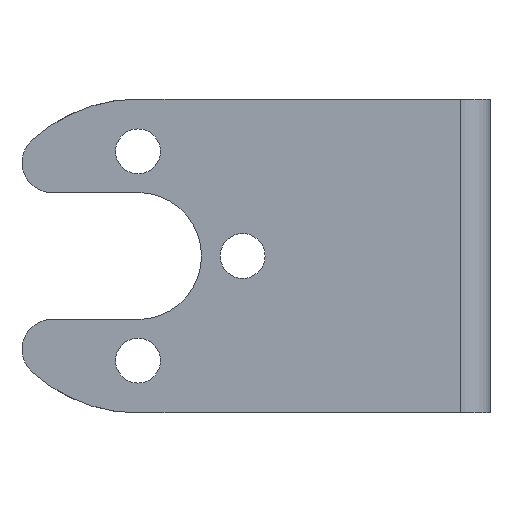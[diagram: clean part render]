
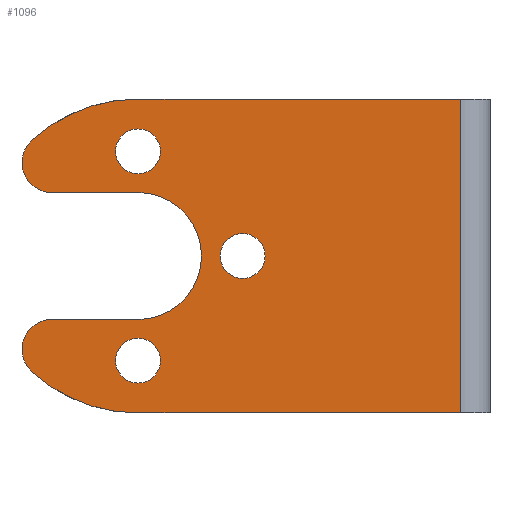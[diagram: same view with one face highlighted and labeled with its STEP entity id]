
A CAD part, left-side view. The second image highlights one B-rep face of the part: STEP entity #1096.
In plain terms, the highlighted planar face has unit normal (-1, 0, 0).
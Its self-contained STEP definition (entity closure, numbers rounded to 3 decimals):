
#92=CARTESIAN_POINT('',(-22.95,16.55,0.));
#93=DIRECTION('',(1.,0.,0.));
#94=DIRECTION('',(0.,0.,1.));
#95=AXIS2_PLACEMENT_3D('',#92,#93,#94);
#97=CARTESIAN_POINT('',(-22.95,16.55,0.));
#98=DIRECTION('',(1.,0.,0.));
#99=DIRECTION('',(0.,0.,-1.));
#100=AXIS2_PLACEMENT_3D('',#97,#98,#99);
#102=CARTESIAN_POINT('',(-22.95,23.55,7.));
#103=DIRECTION('',(1.,0.,0.));
#104=DIRECTION('',(0.,0.,1.));
#105=AXIS2_PLACEMENT_3D('',#102,#103,#104);
#107=CARTESIAN_POINT('',(-22.95,23.55,7.));
#108=DIRECTION('',(1.,0.,0.));
#109=DIRECTION('',(0.,0.,-1.));
#110=AXIS2_PLACEMENT_3D('',#107,#108,#109);
#112=CARTESIAN_POINT('',(-22.95,23.55,-7.));
#113=DIRECTION('',(1.,0.,0.));
#114=DIRECTION('',(0.,0.,1.));
#115=AXIS2_PLACEMENT_3D('',#112,#113,#114);
#117=CARTESIAN_POINT('',(-22.95,23.55,-7.));
#118=DIRECTION('',(1.,0.,0.));
#119=DIRECTION('',(0.,0.,-1.));
#120=AXIS2_PLACEMENT_3D('',#117,#118,#119);
#122=CARTESIAN_POINT('',(-22.95,29.311,6.25));
#123=DIRECTION('',(-1.,0.,0.));
#124=DIRECTION('',(0.,0.678,0.735));
#125=AXIS2_PLACEMENT_3D('',#122,#123,#124);
#127=CARTESIAN_POINT('',(-22.95,23.55,0.));
#128=DIRECTION('',(1.,0.,0.));
#129=DIRECTION('',(0.,0.678,0.735));
#130=AXIS2_PLACEMENT_3D('',#127,#128,#129);
#132=DIRECTION('',(0.,-1.,0.));
#133=VECTOR('',#132,21.55);
#134=CARTESIAN_POINT('',(-22.95,23.55,10.5));
#135=LINE('',#134,#133);
#136=DIRECTION('',(0.,1.,0.));
#137=VECTOR('',#136,21.55);
#138=CARTESIAN_POINT('',(-22.95,2.,-10.5));
#139=LINE('',#138,#137);
#140=CARTESIAN_POINT('',(-22.95,23.55,0.));
#141=DIRECTION('',(1.,0.,0.));
#142=DIRECTION('',(0.,0.,-1.));
#143=AXIS2_PLACEMENT_3D('',#140,#141,#142);
#145=CARTESIAN_POINT('',(-22.95,29.311,-6.25));
#146=DIRECTION('',(-1.,0.,0.));
#147=DIRECTION('',(0.,0.,1.));
#148=AXIS2_PLACEMENT_3D('',#145,#146,#147);
#150=DIRECTION('',(0.,-1.,0.));
#151=VECTOR('',#150,5.761);
#152=CARTESIAN_POINT('',(-22.95,29.311,-4.25));
#153=LINE('',#152,#151);
#154=CARTESIAN_POINT('',(-22.95,23.55,0.));
#155=DIRECTION('',(1.,0.,0.));
#156=DIRECTION('',(0.,0.,1.));
#157=AXIS2_PLACEMENT_3D('',#154,#155,#156);
#159=DIRECTION('',(0.,-1.,0.));
#160=VECTOR('',#159,5.761);
#161=CARTESIAN_POINT('',(-22.95,29.311,4.25));
#162=LINE('',#161,#160);
#325=DIRECTION('',(0.,0.,-1.));
#326=VECTOR('',#325,21.);
#327=CARTESIAN_POINT('',(-22.95,2.,10.5));
#328=LINE('',#327,#326);
#787=CARTESIAN_POINT('',(-22.95,2.,10.5));
#788=VERTEX_POINT('',#787);
#789=CARTESIAN_POINT('',(-22.95,2.,-10.5));
#790=VERTEX_POINT('',#789);
#791=CARTESIAN_POINT('',(-22.95,23.55,-10.5));
#793=VERTEX_POINT('',#791);
#795=CARTESIAN_POINT('',(-22.95,23.55,10.5));
#797=VERTEX_POINT('',#795);
#847=CARTESIAN_POINT('',(-22.95,23.55,-5.5));
#848=CARTESIAN_POINT('',(-22.95,23.55,-8.5));
#849=VERTEX_POINT('',#847);
#850=VERTEX_POINT('',#848);
#851=CARTESIAN_POINT('',(-22.95,23.55,8.5));
#852=CARTESIAN_POINT('',(-22.95,23.55,5.5));
#853=VERTEX_POINT('',#851);
#854=VERTEX_POINT('',#852);
#855=CARTESIAN_POINT('',(-22.95,16.55,1.5));
#856=CARTESIAN_POINT('',(-22.95,16.55,-1.5));
#857=VERTEX_POINT('',#855);
#858=VERTEX_POINT('',#856);
#959=CARTESIAN_POINT('',(-22.95,23.55,4.25));
#960=CARTESIAN_POINT('',(-22.95,23.55,-4.25));
#961=VERTEX_POINT('',#959);
#962=VERTEX_POINT('',#960);
#967=CARTESIAN_POINT('',(-22.95,30.666,7.721));
#968=VERTEX_POINT('',#967);
#969=CARTESIAN_POINT('',(-22.95,29.311,4.25));
#970=VERTEX_POINT('',#969);
#975=CARTESIAN_POINT('',(-22.95,29.311,-4.25));
#976=VERTEX_POINT('',#975);
#977=CARTESIAN_POINT('',(-22.95,30.666,-7.721));
#978=VERTEX_POINT('',#977);
#1053=CARTESIAN_POINT('',(-22.95,-19.95,0.));
#1054=DIRECTION('',(1.,0.,0.));
#1055=DIRECTION('',(0.,-1.,0.));
#1056=AXIS2_PLACEMENT_3D('',#1053,#1054,#1055);
#1057=PLANE('',#1056);
#1059=ORIENTED_EDGE('',*,*,#1058,.F.);
#1061=ORIENTED_EDGE('',*,*,#1060,.T.);
#1063=ORIENTED_EDGE('',*,*,#1062,.T.);
#1065=ORIENTED_EDGE('',*,*,#1064,.T.);
#1067=ORIENTED_EDGE('',*,*,#1066,.T.);
#1069=ORIENTED_EDGE('',*,*,#1068,.T.);
#1071=ORIENTED_EDGE('',*,*,#1070,.F.);
#1073=ORIENTED_EDGE('',*,*,#1072,.T.);
#1075=ORIENTED_EDGE('',*,*,#1074,.F.);
#1077=ORIENTED_EDGE('',*,*,#1076,.F.);
#1078=EDGE_LOOP('',(#1059,#1061,#1063,#1065,#1067,#1069,#1071,#1073,#1075,
#1077));
#1079=FACE_OUTER_BOUND('',#1078,.F.);
#1081=ORIENTED_EDGE('',*,*,#1080,.F.);
#1083=ORIENTED_EDGE('',*,*,#1082,.F.);
#1084=EDGE_LOOP('',(#1081,#1083));
#1085=FACE_BOUND('',#1084,.F.);
#1087=ORIENTED_EDGE('',*,*,#1086,.F.);
#1089=ORIENTED_EDGE('',*,*,#1088,.F.);
#1090=EDGE_LOOP('',(#1087,#1089));
#1091=FACE_BOUND('',#1090,.F.);
#1092=ORIENTED_EDGE('',*,*,#1033,.F.);
#1093=ORIENTED_EDGE('',*,*,#1047,.F.);
#1094=EDGE_LOOP('',(#1092,#1093));
#1095=FACE_BOUND('',#1094,.F.);
#96=CIRCLE('',#95,1.5);
#101=CIRCLE('',#100,1.5);
#106=CIRCLE('',#105,1.5);
#111=CIRCLE('',#110,1.5);
#116=CIRCLE('',#115,1.5);
#121=CIRCLE('',#120,1.5);
#126=CIRCLE('',#125,2.);
#131=CIRCLE('',#130,10.5);
#144=CIRCLE('',#143,10.5);
#149=CIRCLE('',#148,2.);
#158=CIRCLE('',#157,4.25);
#1033=EDGE_CURVE('',#849,#850,#116,.T.);
#1047=EDGE_CURVE('',#850,#849,#121,.T.);
#1058=EDGE_CURVE('',#968,#970,#126,.T.);
#1060=EDGE_CURVE('',#968,#797,#131,.T.);
#1062=EDGE_CURVE('',#797,#788,#135,.T.);
#1064=EDGE_CURVE('',#788,#790,#328,.T.);
#1066=EDGE_CURVE('',#790,#793,#139,.T.);
#1068=EDGE_CURVE('',#793,#978,#144,.T.);
#1070=EDGE_CURVE('',#976,#978,#149,.T.);
#1072=EDGE_CURVE('',#976,#962,#153,.T.);
#1074=EDGE_CURVE('',#961,#962,#158,.T.);
#1076=EDGE_CURVE('',#970,#961,#162,.T.);
#1080=EDGE_CURVE('',#857,#858,#96,.T.);
#1082=EDGE_CURVE('',#858,#857,#101,.T.);
#1086=EDGE_CURVE('',#853,#854,#106,.T.);
#1088=EDGE_CURVE('',#854,#853,#111,.T.);
#1096=ADVANCED_FACE('',(#1079,#1085,#1091,#1095),#1057,.F.);
